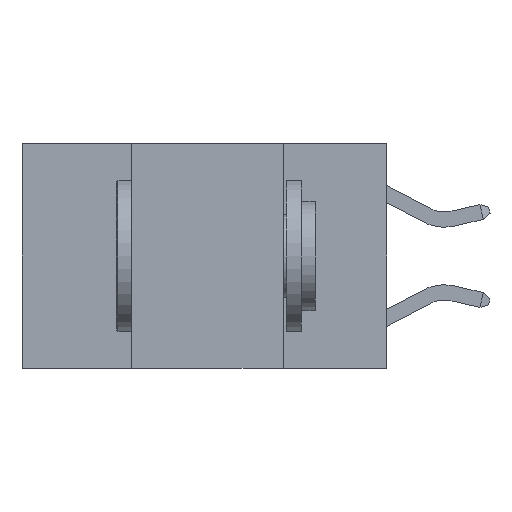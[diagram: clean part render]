
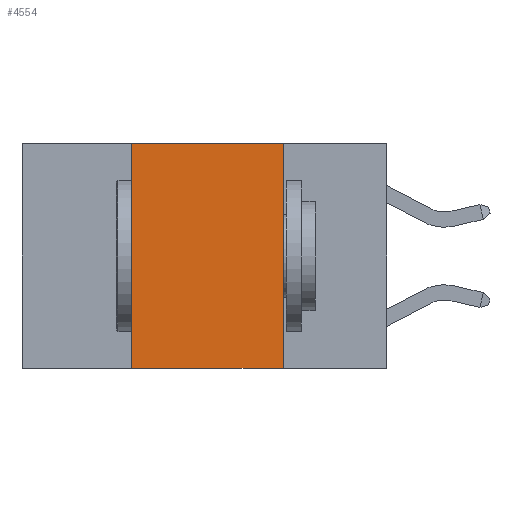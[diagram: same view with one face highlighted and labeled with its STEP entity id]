
A CAD part, left-side view. The second image highlights one B-rep face of the part: STEP entity #4554.
In plain terms, the highlighted planar face has unit normal (-1, 0, 0).
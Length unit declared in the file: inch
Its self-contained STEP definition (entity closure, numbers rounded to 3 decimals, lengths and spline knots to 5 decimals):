
#81 = DIRECTION ( 'NONE',  ( 1., 0., 0. ) ) ;
#295 = CARTESIAN_POINT ( 'NONE',  ( 0., 0.42, 0. ) ) ;
#805 = EDGE_CURVE ( 'NONE', #24015, #14240, #18853, .T. ) ;
#1770 = CARTESIAN_POINT ( 'NONE',  ( 0., 0.17, 0. ) ) ;
#2256 = FACE_OUTER_BOUND ( 'NONE', #6250, .T. ) ;
#4554 = ADVANCED_FACE ( 'NONE', ( #2256 ), #11312, .F. ) ;
#5011 = EDGE_CURVE ( 'NONE', #25188, #18828, #27954, .T. ) ;
#6250 = EDGE_LOOP ( 'NONE', ( #9957, #13051, #23526, #14884 ) ) ;
#6274 = CARTESIAN_POINT ( 'NONE',  ( 0., 0.6, 0. ) ) ;
#6757 = LINE ( 'NONE', #295, #27141 ) ;
#8330 = CARTESIAN_POINT ( 'NONE',  ( 0., 0.6, 0. ) ) ;
#8874 = DIRECTION ( 'NONE',  ( 0., 0., -1. ) ) ;
#9957 = ORIENTED_EDGE ( 'NONE', *, *, #20324, .F. ) ;
#11107 = CARTESIAN_POINT ( 'NONE',  ( 0., 0.42, -0.37 ) ) ;
#11312 = PLANE ( 'NONE',  #20034 ) ;
#12409 = DIRECTION ( 'NONE',  ( 0., -1., 0. ) ) ;
#12795 = DIRECTION ( 'NONE',  ( 0., -1., 0. ) ) ;
#13051 = ORIENTED_EDGE ( 'NONE', *, *, #5011, .F. ) ;
#14240 = VERTEX_POINT ( 'NONE', #24359 ) ;
#14884 = ORIENTED_EDGE ( 'NONE', *, *, #805, .T. ) ;
#15121 = DIRECTION ( 'NONE',  ( 0., 0., 1. ) ) ;
#15356 = VECTOR ( 'NONE', #12795, 39.37008 ) ;
#16743 = CARTESIAN_POINT ( 'NONE',  ( 0., 0.42, 0. ) ) ;
#17292 = LINE ( 'NONE', #1770, #28308 ) ;
#18828 = VERTEX_POINT ( 'NONE', #25437 ) ;
#18853 = LINE ( 'NONE', #23428, #19046 ) ;
#19046 = VECTOR ( 'NONE', #12409, 39.37008 ) ;
#20034 = AXIS2_PLACEMENT_3D ( 'NONE', #6274, #81, #8874 ) ;
#20324 = EDGE_CURVE ( 'NONE', #18828, #14240, #17292, .T. ) ;
#23428 = CARTESIAN_POINT ( 'NONE',  ( 0., 0.6, -0.37 ) ) ;
#23526 = ORIENTED_EDGE ( 'NONE', *, *, #26697, .F. ) ;
#23726 = DIRECTION ( 'NONE',  ( 0., 0., -1. ) ) ;
#24015 = VERTEX_POINT ( 'NONE', #11107 ) ;
#24359 = CARTESIAN_POINT ( 'NONE',  ( 0., 0.17, -0.37 ) ) ;
#25188 = VERTEX_POINT ( 'NONE', #16743 ) ;
#25437 = CARTESIAN_POINT ( 'NONE',  ( 0., 0.17, 0. ) ) ;
#26697 = EDGE_CURVE ( 'NONE', #24015, #25188, #6757, .T. ) ;
#27141 = VECTOR ( 'NONE', #15121, 39.37008 ) ;
#27954 = LINE ( 'NONE', #8330, #15356 ) ;
#28308 = VECTOR ( 'NONE', #23726, 39.37008 ) ;
